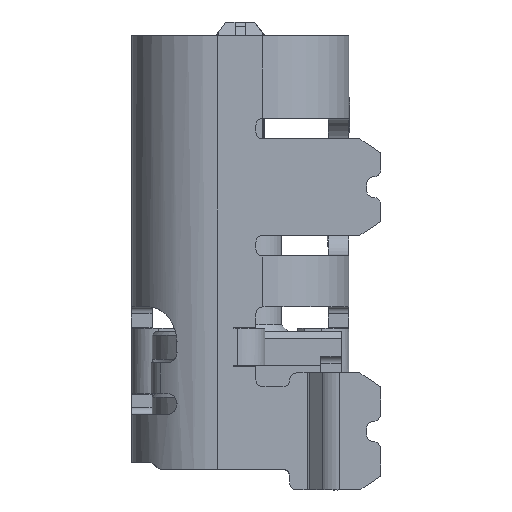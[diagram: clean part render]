
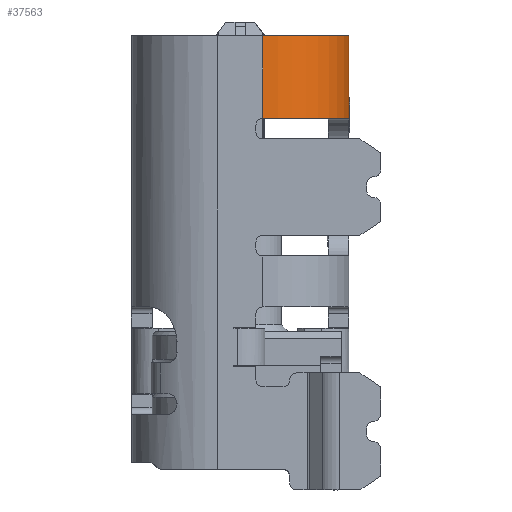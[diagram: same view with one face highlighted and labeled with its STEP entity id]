
A CAD part, left-side view. The second image highlights one B-rep face of the part: STEP entity #37563.
In plain terms, the highlighted cylindrical face has radius 1.25 mm (diameter 2.5 mm), a partial arc.
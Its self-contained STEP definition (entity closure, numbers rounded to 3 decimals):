
#188 = DIRECTION ( 'NONE',  ( 0., 0., 1. ) ) ;
#549 = DIRECTION ( 'NONE',  ( 1., 0., 0. ) ) ;
#1704 = EDGE_CURVE ( 'NONE', #20490, #19393, #4653, .T. ) ;
#2818 = EDGE_CURVE ( 'NONE', #34016, #19393, #8387, .T. ) ;
#3304 = CARTESIAN_POINT ( 'NONE',  ( -3.22, -0.795, 0.075 ) ) ;
#3406 = CARTESIAN_POINT ( 'NONE',  ( -3.22, 0.455, 1.275 ) ) ;
#4653 = LINE ( 'NONE', #23933, #10315 ) ;
#8387 = CIRCLE ( 'NONE', #34825, 1.25 ) ;
#10315 = VECTOR ( 'NONE', #35951, 1000. ) ;
#10766 = DIRECTION ( 'NONE',  ( 0., 0., 1. ) ) ;
#11563 = AXIS2_PLACEMENT_3D ( 'NONE', #3304, #12399, #549 ) ;
#12399 = DIRECTION ( 'NONE',  ( 0., 0., 1. ) ) ;
#12995 = CARTESIAN_POINT ( 'NONE',  ( -4.47, -0.795, 1.275 ) ) ;
#14346 = VERTEX_POINT ( 'NONE', #25590 ) ;
#15191 = DIRECTION ( 'NONE',  ( 1., 0., 0. ) ) ;
#19064 = EDGE_CURVE ( 'NONE', #20490, #14346, #24144, .T. ) ;
#19158 = VECTOR ( 'NONE', #10766, 1000. ) ;
#19393 = VERTEX_POINT ( 'NONE', #3406 ) ;
#19479 = DIRECTION ( 'NONE',  ( 0., 0., -1. ) ) ;
#20087 = CARTESIAN_POINT ( 'NONE',  ( -3.22, 0.455, 0.075 ) ) ;
#20490 = VERTEX_POINT ( 'NONE', #20087 ) ;
#21702 = CYLINDRICAL_SURFACE ( 'NONE', #24322, 1.25 ) ;
#21724 = ORIENTED_EDGE ( 'NONE', *, *, #24102, .T. ) ;
#22413 = LINE ( 'NONE', #37014, #19158 ) ;
#23763 = ORIENTED_EDGE ( 'NONE', *, *, #1704, .F. ) ;
#23933 = CARTESIAN_POINT ( 'NONE',  ( -3.22, 0.455, 2.2 ) ) ;
#24102 = EDGE_CURVE ( 'NONE', #14346, #34016, #22413, .T. ) ;
#24144 = CIRCLE ( 'NONE', #11563, 1.25 ) ;
#24322 = AXIS2_PLACEMENT_3D ( 'NONE', #24478, #188, #15191 ) ;
#24478 = CARTESIAN_POINT ( 'NONE',  ( -3.22, -0.795, 4.015 ) ) ;
#25590 = CARTESIAN_POINT ( 'NONE',  ( -4.47, -0.795, 0.075 ) ) ;
#28420 = ORIENTED_EDGE ( 'NONE', *, *, #2818, .T. ) ;
#30175 = FACE_OUTER_BOUND ( 'NONE', #36305, .T. ) ;
#31171 = ORIENTED_EDGE ( 'NONE', *, *, #19064, .T. ) ;
#34016 = VERTEX_POINT ( 'NONE', #12995 ) ;
#34652 = DIRECTION ( 'NONE',  ( 1., 0., 0. ) ) ;
#34825 = AXIS2_PLACEMENT_3D ( 'NONE', #37815, #19479, #34652 ) ;
#35951 = DIRECTION ( 'NONE',  ( 0., 0., 1. ) ) ;
#36305 = EDGE_LOOP ( 'NONE', ( #31171, #21724, #28420, #23763 ) ) ;
#37014 = CARTESIAN_POINT ( 'NONE',  ( -4.47, -0.795, 4.015 ) ) ;
#37563 = ADVANCED_FACE ( 'NONE', ( #30175 ), #21702, .T. ) ;
#37815 = CARTESIAN_POINT ( 'NONE',  ( -3.22, -0.795, 1.275 ) ) ;
